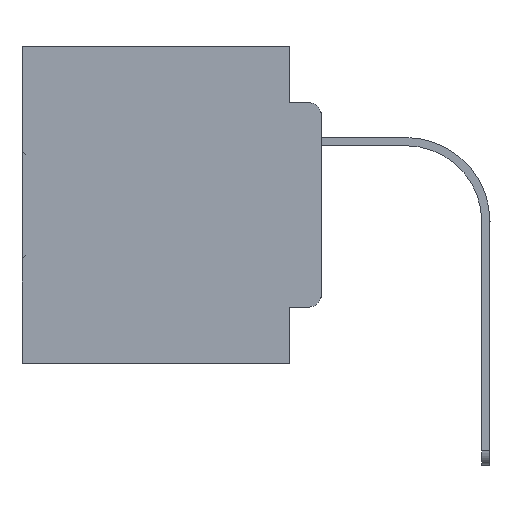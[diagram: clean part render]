
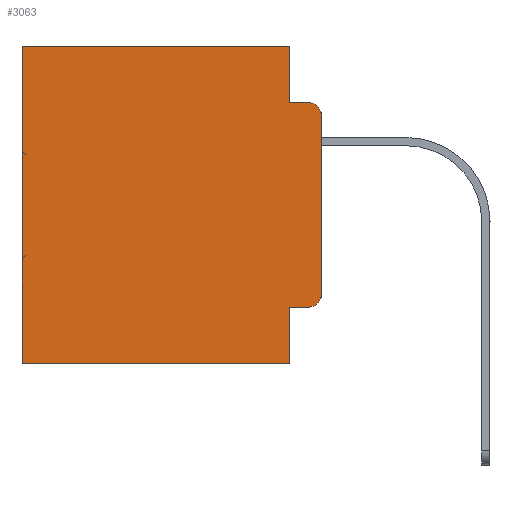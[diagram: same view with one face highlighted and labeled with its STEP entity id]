
A CAD part, left-side view. The second image highlights one B-rep face of the part: STEP entity #3063.
In plain terms, the highlighted planar face has unit normal (-1, 0, 0).
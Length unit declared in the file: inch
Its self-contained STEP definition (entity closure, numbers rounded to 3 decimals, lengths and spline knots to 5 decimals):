
#991 = LINE ( 'NONE', #16829, #8150 ) ;
#1039 = LINE ( 'NONE', #27306, #19972 ) ;
#1150 = PLANE ( 'NONE',  #14547 ) ;
#1475 = VERTEX_POINT ( 'NONE', #31594 ) ;
#1698 = ORIENTED_EDGE ( 'NONE', *, *, #25488, .F. ) ;
#2181 = AXIS2_PLACEMENT_3D ( 'NONE', #6299, #27171, #14331 ) ;
#2549 = EDGE_CURVE ( 'NONE', #7294, #27556, #27443, .T. ) ;
#2693 = LINE ( 'NONE', #11038, #28670 ) ;
#3063 = ADVANCED_FACE ( 'NONE', ( #16986 ), #1150, .F. ) ;
#3751 = CARTESIAN_POINT ( 'NONE',  ( 0.298, 0.051, 0. ) ) ;
#3905 = VECTOR ( 'NONE', #10780, 39.37008 ) ;
#4025 = ORIENTED_EDGE ( 'NONE', *, *, #32146, .T. ) ;
#4293 = VERTEX_POINT ( 'NONE', #24108 ) ;
#4325 = VECTOR ( 'NONE', #7065, 39.37008 ) ;
#4341 = EDGE_CURVE ( 'NONE', #30924, #6243, #32975, .T. ) ;
#5644 = CARTESIAN_POINT ( 'NONE',  ( 0.298, 0.02, -0.1085 ) ) ;
#6243 = VERTEX_POINT ( 'NONE', #7545 ) ;
#6299 = CARTESIAN_POINT ( 'NONE',  ( 0.298, 0.02, -0.3915 ) ) ;
#6537 = CARTESIAN_POINT ( 'NONE',  ( 0.298, 0., 0. ) ) ;
#6698 = VERTEX_POINT ( 'NONE', #21557 ) ;
#7065 = DIRECTION ( 'NONE',  ( 0., -1., 0. ) ) ;
#7089 = ORIENTED_EDGE ( 'NONE', *, *, #27943, .F. ) ;
#7294 = VERTEX_POINT ( 'NONE', #3751 ) ;
#7514 = VERTEX_POINT ( 'NONE', #31211 ) ;
#7545 = CARTESIAN_POINT ( 'NONE',  ( 0.298, 0.02, -0.4115 ) ) ;
#8088 = DIRECTION ( 'NONE',  ( 0., 0., -1. ) ) ;
#8150 = VECTOR ( 'NONE', #24468, 39.37008 ) ;
#9503 = CARTESIAN_POINT ( 'NONE',  ( 0.298, 0.051, -0.4115 ) ) ;
#9660 = DIRECTION ( 'NONE',  ( 0., 0., -1. ) ) ;
#10400 = VECTOR ( 'NONE', #23137, 39.37008 ) ;
#10780 = DIRECTION ( 'NONE',  ( 0., 0., -1. ) ) ;
#11038 = CARTESIAN_POINT ( 'NONE',  ( 0.298, 0.051, -0.0885 ) ) ;
#11632 = VERTEX_POINT ( 'NONE', #14430 ) ;
#13092 = EDGE_CURVE ( 'NONE', #6698, #4293, #26249, .T. ) ;
#13501 = VERTEX_POINT ( 'NONE', #22885 ) ;
#13971 = CARTESIAN_POINT ( 'NONE',  ( 0.298, 0.051, -0.4115 ) ) ;
#14331 = DIRECTION ( 'NONE',  ( 0., 0., -1. ) ) ;
#14430 = CARTESIAN_POINT ( 'NONE',  ( 0.298, 0.02, -0.0885 ) ) ;
#14547 = AXIS2_PLACEMENT_3D ( 'NONE', #6537, #32972, #9660 ) ;
#15262 = ORIENTED_EDGE ( 'NONE', *, *, #27925, .T. ) ;
#15336 = CARTESIAN_POINT ( 'NONE',  ( 0.298, 0.473, 0. ) ) ;
#15472 = CARTESIAN_POINT ( 'NONE',  ( 0.298, 0.051, -0.0885 ) ) ;
#16592 = DIRECTION ( 'NONE',  ( 0., 1., 0. ) ) ;
#16630 = AXIS2_PLACEMENT_3D ( 'NONE', #5644, #31898, #8088 ) ;
#16829 = CARTESIAN_POINT ( 'NONE',  ( 0.298, 0.051, 0. ) ) ;
#16986 = FACE_OUTER_BOUND ( 'NONE', #29483, .T. ) ;
#18734 = EDGE_CURVE ( 'NONE', #30924, #7514, #991, .T. ) ;
#19291 = ORIENTED_EDGE ( 'NONE', *, *, #28394, .T. ) ;
#19972 = VECTOR ( 'NONE', #21739, 39.37008 ) ;
#21557 = CARTESIAN_POINT ( 'NONE',  ( 0.298, 0.473, 0. ) ) ;
#21613 = DIRECTION ( 'NONE',  ( 0., -1., 0. ) ) ;
#21698 = LINE ( 'NONE', #24489, #30348 ) ;
#21739 = DIRECTION ( 'NONE',  ( 0., 1., 0. ) ) ;
#22050 = ORIENTED_EDGE ( 'NONE', *, *, #13092, .T. ) ;
#22885 = CARTESIAN_POINT ( 'NONE',  ( 0.298, 0., -0.3915 ) ) ;
#23137 = DIRECTION ( 'NONE',  ( 0., 0., -1. ) ) ;
#23169 = ORIENTED_EDGE ( 'NONE', *, *, #4341, .T. ) ;
#23800 = ORIENTED_EDGE ( 'NONE', *, *, #18734, .F. ) ;
#24108 = CARTESIAN_POINT ( 'NONE',  ( 0.298, 0.473, -0.5 ) ) ;
#24468 = DIRECTION ( 'NONE',  ( 0., 0., -1. ) ) ;
#24489 = CARTESIAN_POINT ( 'NONE',  ( 0.298, 0., 0. ) ) ;
#24684 = ORIENTED_EDGE ( 'NONE', *, *, #2549, .F. ) ;
#24896 = LINE ( 'NONE', #32399, #32909 ) ;
#24916 = CIRCLE ( 'NONE', #16630, 0.02 ) ;
#25280 = EDGE_CURVE ( 'NONE', #1475, #13501, #21698, .T. ) ;
#25488 = EDGE_CURVE ( 'NONE', #27556, #11632, #2693, .T. ) ;
#26249 = LINE ( 'NONE', #15336, #10400 ) ;
#27171 = DIRECTION ( 'NONE',  ( -1., 0., 0. ) ) ;
#27279 = CARTESIAN_POINT ( 'NONE',  ( 0.298, 0.051, 0. ) ) ;
#27306 = CARTESIAN_POINT ( 'NONE',  ( 0.298, 0., 0. ) ) ;
#27443 = LINE ( 'NONE', #27279, #3905 ) ;
#27556 = VERTEX_POINT ( 'NONE', #15472 ) ;
#27925 = EDGE_CURVE ( 'NONE', #6243, #13501, #33837, .T. ) ;
#27943 = EDGE_CURVE ( 'NONE', #7514, #4293, #24896, .T. ) ;
#28394 = EDGE_CURVE ( 'NONE', #7294, #6698, #1039, .T. ) ;
#28670 = VECTOR ( 'NONE', #21613, 39.37008 ) ;
#29483 = EDGE_LOOP ( 'NONE', ( #34243, #4025, #1698, #24684, #19291, #22050, #7089, #23800, #23169, #15262 ) ) ;
#30055 = DIRECTION ( 'NONE',  ( 0., 0., -1. ) ) ;
#30348 = VECTOR ( 'NONE', #30055, 39.37008 ) ;
#30924 = VERTEX_POINT ( 'NONE', #13971 ) ;
#31211 = CARTESIAN_POINT ( 'NONE',  ( 0.298, 0.051, -0.5 ) ) ;
#31594 = CARTESIAN_POINT ( 'NONE',  ( 0.298, 0., -0.1085 ) ) ;
#31898 = DIRECTION ( 'NONE',  ( -1., 0., 0. ) ) ;
#32146 = EDGE_CURVE ( 'NONE', #1475, #11632, #24916, .T. ) ;
#32399 = CARTESIAN_POINT ( 'NONE',  ( 0.298, 0., -0.5 ) ) ;
#32909 = VECTOR ( 'NONE', #16592, 39.37008 ) ;
#32972 = DIRECTION ( 'NONE',  ( 1., 0., 0. ) ) ;
#32975 = LINE ( 'NONE', #9503, #4325 ) ;
#33837 = CIRCLE ( 'NONE', #2181, 0.02 ) ;
#34243 = ORIENTED_EDGE ( 'NONE', *, *, #25280, .F. ) ;
